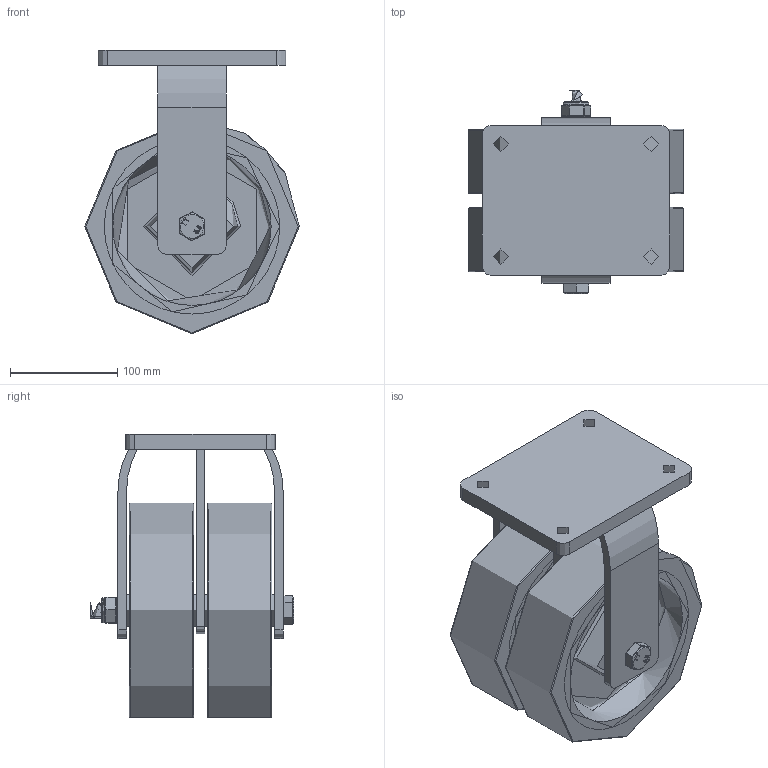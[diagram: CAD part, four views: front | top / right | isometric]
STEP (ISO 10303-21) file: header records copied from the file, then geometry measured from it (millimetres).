
FILE_DESCRIPTION(/* description */ (''),/* implementation_level */ '2;1');
FILE_NAME(/* name */ '2BZQF200PTBJ60.step',/* time_stamp */ '2025-05-28T10:41:05+01:00',/* author */ (''),/* organization */ (''),/* preprocessor_version */ 'ST-DEVELOPER v20.1',/* originating_system */ 'Autodesk Translation Framework v14.10.0.0',/* authorisation */ '');
FILE_SCHEMA (('AUTOMOTIVE_DESIGN { 1 0 10303 214 3 1 1 }'));
Products named in the file (33): 2BZQF200PTBJ60; 2BZQF200AS; 2BZQF200AS Geometry; FABRICATED STEEL BRACKET; BOLTM16X180Z8.8; ZINC PLATED STEEL BOLT; TH25X3X16; TH25X3X16 (1); BZXH200WPTBJM25WT; BEARING6205; BALLS; BEARING6205 (1); BALLS (1); BZXH200WPTBJM25WT (1); POLYURETHANE TYRE; CAST IRON RIM; BEARING6205 (2); BALLS (2); BEARING6205 (3); INNER; OUTTER; BALLS (3); Component1; MIDDLE; RUBBER; BEARING SPACER; TH25X3X16 (2); TH25X3X16 (3); ZINC PLATED HEADED SPACER; NM16NYTHINZ; NYLOC NUT; NUT; RUBBER2
Assembly tree (85 placements, depth 5):
  2BZQF200PTBJ60
    2BZQF200AS
      2BZQF200AS Geometry
      FABRICATED STEEL BRACKET
    BOLTM16X180Z8.8
      ZINC PLATED STEEL BOLT
    TH25X3X16
      ZINC PLATED HEADED SPACER
    TH25X3X16 (1)
      ZINC PLATED HEADED SPACER
    BZXH200WPTBJM25WT
      POLYURETHANE TYRE
      CAST IRON RIM
      BEARING6205
        INNER
        OUTTER
        BALLS
          Component1  x9
        MIDDLE
        RUBBER
      BEARING6205 (1)
        INNER
        OUTTER
        BALLS (1)
          Component1  x9
        MIDDLE
        RUBBER
      BEARING SPACER
    BZXH200WPTBJM25WT (1)
      POLYURETHANE TYRE
      CAST IRON RIM
      BEARING6205 (2)
        INNER
        OUTTER
        BALLS (2)
          Component1  x9
        MIDDLE
        RUBBER
      BEARING6205 (3)
        INNER
        OUTTER
        BALLS (3)
          Component1  x9
        MIDDLE
        RUBBER
      BEARING SPACER
    TH25X3X16 (2)
      ZINC PLATED HEADED SPACER
    TH25X3X16 (3)
      ZINC PLATED HEADED SPACER
    NM16NYTHINZ
      NYLOC NUT
        NUT
        RUBBER2
Bounding box: 200 x 190.05 x 264 mm (x, y, z)
Volume: 3094729.8 mm3; surface area: 642563.9 mm2
Topology: 70 solids, 70 shells, 1452 faces, 3858 edges, 2540 vertices
Faces by surface type: plane 545, bspline 338, cylinder 287, sphere 168, torus 89, cone 25
Full cylindrical faces by diameter (mm): 14 x23, 14.2 x4, 16 x8, 16.2 x7, 18 x2, 23 x1, 23.5 x1, 24.8 x4, 25 x6, 29 x2, 30 x4, 32.3 x4, 34.35 x16, 35.85 x8, 36.317 x4, 36.85 x8, 44.25 x8, 44.71 x8, 45.71 x8, 46 x2, 46.21 x16, 46.3 x4, 52 x8, 163.5 x4, 200 x2
Entity records: 37333 total; most frequent: CARTESIAN_POINT 23001, ORIENTED_EDGE 2882, DIRECTION 2694, EDGE_CURVE 1441, AXIS2_PLACEMENT_3D 1078, VERTEX_POINT 929, EDGE_LOOP 654, FACE_OUTER_BOUND 570
